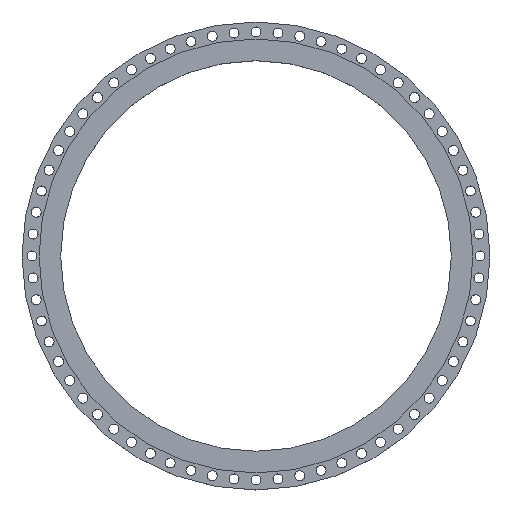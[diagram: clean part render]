
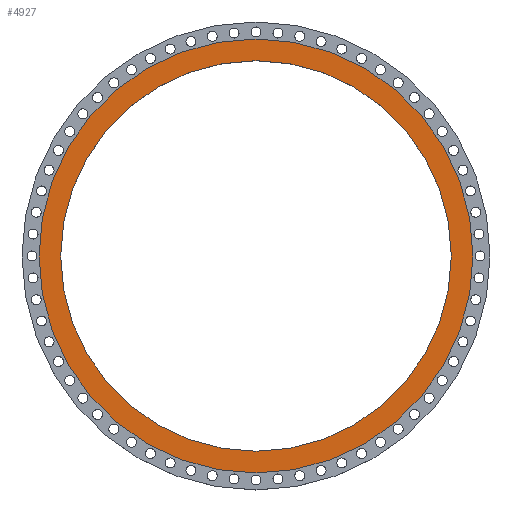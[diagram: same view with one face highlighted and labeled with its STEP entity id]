
A CAD part, top view. The second image highlights one B-rep face of the part: STEP entity #4927.
In plain terms, the highlighted planar face has unit normal (0, 0, 1).
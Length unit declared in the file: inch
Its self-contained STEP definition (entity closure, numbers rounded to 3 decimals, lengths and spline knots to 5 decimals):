
#30 = FACE_OUTER_BOUND ( 'NONE', #1906, .T. ) ;
#77 = CARTESIAN_POINT ( 'NONE',  ( 0., 41.625, 0. ) ) ;
#284 = CARTESIAN_POINT ( 'NONE',  ( 0., 0., 0. ) ) ;
#334 = CARTESIAN_POINT ( 'NONE',  ( -41.625, 0., 0. ) ) ;
#864 = DIRECTION ( 'NONE',  ( 1., 0., 0. ) ) ;
#908 = DIRECTION ( 'NONE',  ( 0., 0., -1. ) ) ;
#1065 = VERTEX_POINT ( 'NONE', #3293 ) ;
#1130 = EDGE_CURVE ( 'NONE', #1595, #3568, #3890, .T. ) ;
#1262 = EDGE_LOOP ( 'NONE', ( #4479, #2939 ) ) ;
#1397 = ORIENTED_EDGE ( 'NONE', *, *, #1130, .T. ) ;
#1400 = CARTESIAN_POINT ( 'NONE',  ( 46.25, 0., 0. ) ) ;
#1512 = EDGE_CURVE ( 'NONE', #3568, #1595, #2991, .T. ) ;
#1518 = CARTESIAN_POINT ( 'NONE',  ( 0., 0., 0. ) ) ;
#1595 = VERTEX_POINT ( 'NONE', #1400 ) ;
#1906 = EDGE_LOOP ( 'NONE', ( #1397, #3423 ) ) ;
#1921 = DIRECTION ( 'NONE',  ( 1., 0., 0. ) ) ;
#2004 = DIRECTION ( 'NONE',  ( 0., 0., 1. ) ) ;
#2080 = DIRECTION ( 'NONE',  ( 0., 0., 1. ) ) ;
#2244 = DIRECTION ( 'NONE',  ( 0., 0., 1. ) ) ;
#2407 = CIRCLE ( 'NONE', #3264, 41.625 ) ;
#2486 = DIRECTION ( 'NONE',  ( 1., 0., 0. ) ) ;
#2754 = CIRCLE ( 'NONE', #3442, 41.625 ) ;
#2909 = VERTEX_POINT ( 'NONE', #334 ) ;
#2939 = ORIENTED_EDGE ( 'NONE', *, *, #4729, .F. ) ;
#2991 = CIRCLE ( 'NONE', #4528, 46.25 ) ;
#3264 = AXIS2_PLACEMENT_3D ( 'NONE', #284, #2004, #1921 ) ;
#3293 = CARTESIAN_POINT ( 'NONE',  ( 41.625, 0., 0. ) ) ;
#3294 = PLANE ( 'NONE',  #4473 ) ;
#3423 = ORIENTED_EDGE ( 'NONE', *, *, #1512, .T. ) ;
#3442 = AXIS2_PLACEMENT_3D ( 'NONE', #1518, #3617, #4008 ) ;
#3467 = AXIS2_PLACEMENT_3D ( 'NONE', #3496, #2244, #2486 ) ;
#3496 = CARTESIAN_POINT ( 'NONE',  ( 0., 0., 0. ) ) ;
#3568 = VERTEX_POINT ( 'NONE', #3666 ) ;
#3617 = DIRECTION ( 'NONE',  ( 0., 0., 1. ) ) ;
#3666 = CARTESIAN_POINT ( 'NONE',  ( -46.25, 0., 0. ) ) ;
#3721 = DIRECTION ( 'NONE',  ( -1., 0., 0. ) ) ;
#3890 = CIRCLE ( 'NONE', #3467, 46.25 ) ;
#3914 = EDGE_CURVE ( 'NONE', #1065, #2909, #2407, .T. ) ;
#4008 = DIRECTION ( 'NONE',  ( 1., 0., 0. ) ) ;
#4453 = CARTESIAN_POINT ( 'NONE',  ( 0., 0., 0. ) ) ;
#4473 = AXIS2_PLACEMENT_3D ( 'NONE', #77, #908, #3721 ) ;
#4479 = ORIENTED_EDGE ( 'NONE', *, *, #3914, .F. ) ;
#4528 = AXIS2_PLACEMENT_3D ( 'NONE', #4453, #2080, #864 ) ;
#4545 = FACE_BOUND ( 'NONE', #1262, .T. ) ;
#4729 = EDGE_CURVE ( 'NONE', #2909, #1065, #2754, .T. ) ;
#4927 = ADVANCED_FACE ( 'NONE', ( #4545, #30 ), #3294, .F. ) ;
